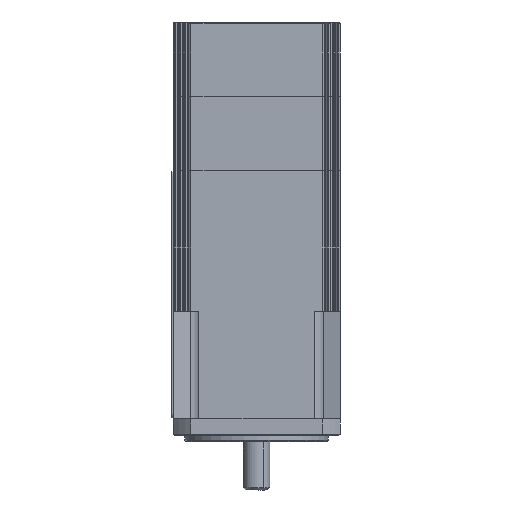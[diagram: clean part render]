
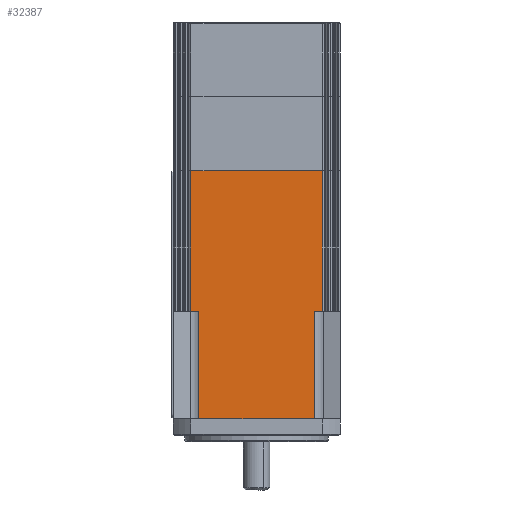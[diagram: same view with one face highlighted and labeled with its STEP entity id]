
A CAD part, front view. The second image highlights one B-rep face of the part: STEP entity #32387.
In plain terms, the highlighted planar face has unit normal (0, -1, 0).
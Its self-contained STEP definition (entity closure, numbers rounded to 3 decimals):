
#27745=CARTESIAN_POINT('',(27.482,-35.,104.0));
#27746=VERTEX_POINT('',#27745);
#27769=CARTESIAN_POINT('',(-27.482,-35.,104.0));
#27770=VERTEX_POINT('',#27769);
#27828=CARTESIAN_POINT('',(27.482,-35.,104.0));
#27829=DIRECTION('',(-1.0,0.0,0.0));
#27830=VECTOR('',#27829,54.964);
#27831=LINE('',#27828,#27830);
#27832=EDGE_CURVE('',#27746,#27770,#27831,.T.);
#28342=CARTESIAN_POINT('',(24.249,-35.,0.0));
#28343=VERTEX_POINT('',#28342);
#28435=CARTESIAN_POINT('',(-24.249,-35.,0.0));
#28436=VERTEX_POINT('',#28435);
#29727=CARTESIAN_POINT('',(-24.249,-35.,0.0));
#29728=DIRECTION('',(1.0,0.0,0.0));
#29729=VECTOR('',#29728,48.498);
#29730=LINE('',#29727,#29729);
#29731=EDGE_CURVE('',#28436,#28343,#29730,.T.);
#30581=CARTESIAN_POINT('',(-24.249,-35.,45.0));
#30582=VERTEX_POINT('',#30581);
#30589=CARTESIAN_POINT('',(-27.482,-35.,45.0));
#30590=VERTEX_POINT('',#30589);
#30591=CARTESIAN_POINT('',(-27.482,-35.,45.0));
#30592=DIRECTION('',(1.0,0.0,0.0));
#30593=VECTOR('',#30592,3.233);
#30594=LINE('',#30591,#30593);
#30595=EDGE_CURVE('',#30590,#30582,#30594,.T.);
#30843=CARTESIAN_POINT('',(27.482,-35.,45.0));
#30844=VERTEX_POINT('',#30843);
#30852=CARTESIAN_POINT('',(24.249,-35.,45.0));
#30853=VERTEX_POINT('',#30852);
#30854=CARTESIAN_POINT('',(24.249,-35.,45.0));
#30855=DIRECTION('',(1.0,0.0,0.0));
#30856=VECTOR('',#30855,3.233);
#30857=LINE('',#30854,#30856);
#30858=EDGE_CURVE('',#30853,#30844,#30857,.T.);
#31633=CARTESIAN_POINT('',(-27.482,-35.,45.0));
#31634=DIRECTION('',(0.0,0.0,1.0));
#31635=VECTOR('',#31634,59.0);
#31636=LINE('',#31633,#31635);
#31637=EDGE_CURVE('',#30590,#27770,#31636,.T.);
#32034=CARTESIAN_POINT('',(24.249,-35.,0.0));
#32035=DIRECTION('',(0.0,0.0,1.0));
#32036=VECTOR('',#32035,45.0);
#32037=LINE('',#32034,#32036);
#32038=EDGE_CURVE('',#28343,#30853,#32037,.T.);
#32211=CARTESIAN_POINT('',(-24.249,-35.,45.0));
#32212=DIRECTION('',(0.0,0.0,-1.0));
#32213=VECTOR('',#32212,45.0);
#32214=LINE('',#32211,#32213);
#32215=EDGE_CURVE('',#30582,#28436,#32214,.T.);
#32367=CARTESIAN_POINT('',(27.482,-35.,0.0));
#32368=DIRECTION('',(0.0,-1.0,0.0));
#32369=DIRECTION('',(0.0,0.0,-1.0));
#32370=AXIS2_PLACEMENT_3D('',#32367,#32368,#32369);
#32371=PLANE('',#32370);
#32372=ORIENTED_EDGE('',*,*,#32038,.T.);
#32373=ORIENTED_EDGE('',*,*,#30858,.T.);
#32374=CARTESIAN_POINT('',(27.482,-35.,45.0));
#32375=DIRECTION('',(0.0,0.0,1.0));
#32376=VECTOR('',#32375,59.0);
#32377=LINE('',#32374,#32376);
#32378=EDGE_CURVE('',#30844,#27746,#32377,.T.);
#32379=ORIENTED_EDGE('',*,*,#32378,.T.);
#32380=ORIENTED_EDGE('',*,*,#27832,.T.);
#32381=ORIENTED_EDGE('',*,*,#31637,.F.);
#32382=ORIENTED_EDGE('',*,*,#30595,.T.);
#32383=ORIENTED_EDGE('',*,*,#32215,.T.);
#32384=ORIENTED_EDGE('',*,*,#29731,.T.);
#32385=EDGE_LOOP('',(#32372,#32373,#32379,#32380,#32381,#32382,#32383,#32384));
#32386=FACE_OUTER_BOUND('',#32385,.T.);
#32387=ADVANCED_FACE('',(#32386),#32371,.T.);
